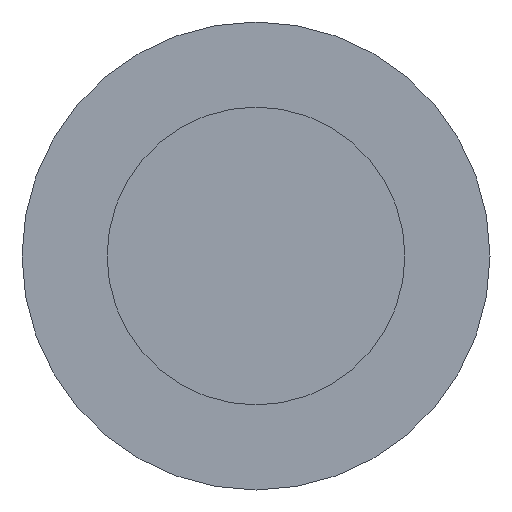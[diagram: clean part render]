
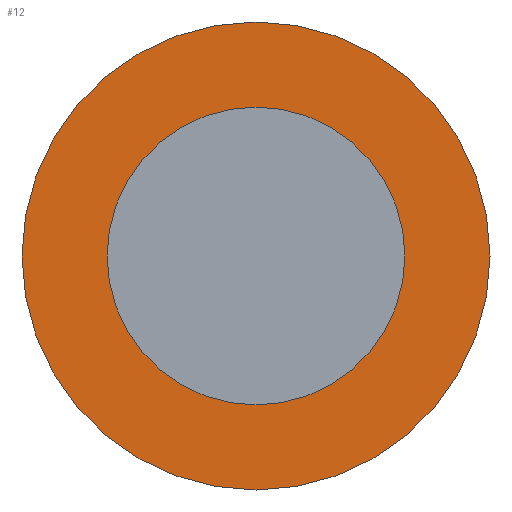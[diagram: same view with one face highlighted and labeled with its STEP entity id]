
A CAD part, front view. The second image highlights one B-rep face of the part: STEP entity #12.
In plain terms, the highlighted planar face has unit normal (0, -1, 0).
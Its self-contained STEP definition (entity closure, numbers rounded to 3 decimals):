
#4 = VERTEX_POINT ( 'NONE', #324 ) ;
#6 = ORIENTED_EDGE ( 'NONE', *, *, #26, .F. ) ;
#8 = DIRECTION ( 'NONE',  ( 0., 0., -1. ) ) ;
#12 = ADVANCED_FACE ( 'NONE', ( #297, #341 ), #261, .T. ) ;
#13 = ORIENTED_EDGE ( 'NONE', *, *, #222, .T. ) ;
#16 = ORIENTED_EDGE ( 'NONE', *, *, #175, .F. ) ;
#21 = CARTESIAN_POINT ( 'NONE',  ( 0., 0., -5.5 ) ) ;
#26 = EDGE_CURVE ( 'NONE', #271, #228, #57, .T. ) ;
#31 = DIRECTION ( 'NONE',  ( 0., -1., 0. ) ) ;
#46 = EDGE_LOOP ( 'NONE', ( #13, #62 ) ) ;
#49 = CARTESIAN_POINT ( 'NONE',  ( 0., 0., 0. ) ) ;
#57 = CIRCLE ( 'NONE', #170, 3.5 ) ;
#60 = CARTESIAN_POINT ( 'NONE',  ( 0., 0., 3.5 ) ) ;
#62 = ORIENTED_EDGE ( 'NONE', *, *, #127, .T. ) ;
#80 = AXIS2_PLACEMENT_3D ( 'NONE', #349, #237, #115 ) ;
#83 = DIRECTION ( 'NONE',  ( 0., 0., -1. ) ) ;
#86 = DIRECTION ( 'NONE',  ( 0., 0., 1. ) ) ;
#115 = DIRECTION ( 'NONE',  ( 0., 0., 1. ) ) ;
#126 = CIRCLE ( 'NONE', #80, 3.5 ) ;
#127 = EDGE_CURVE ( 'NONE', #4, #199, #233, .T. ) ;
#131 = CARTESIAN_POINT ( 'NONE',  ( 0., 0., 0. ) ) ;
#154 = CARTESIAN_POINT ( 'NONE',  ( 0., 0., 0. ) ) ;
#167 = AXIS2_PLACEMENT_3D ( 'NONE', #131, #305, #8 ) ;
#170 = AXIS2_PLACEMENT_3D ( 'NONE', #49, #235, #86 ) ;
#175 = EDGE_CURVE ( 'NONE', #228, #271, #126, .T. ) ;
#182 = DIRECTION ( 'NONE',  ( 0., 0., -1. ) ) ;
#186 = CIRCLE ( 'NONE', #303, 5.5 ) ;
#199 = VERTEX_POINT ( 'NONE', #21 ) ;
#218 = CARTESIAN_POINT ( 'NONE',  ( 0., 0., -3.5 ) ) ;
#222 = EDGE_CURVE ( 'NONE', #199, #4, #186, .T. ) ;
#228 = VERTEX_POINT ( 'NONE', #218 ) ;
#233 = CIRCLE ( 'NONE', #167, 5.5 ) ;
#235 = DIRECTION ( 'NONE',  ( 0., -1., 0. ) ) ;
#237 = DIRECTION ( 'NONE',  ( 0., -1., 0. ) ) ;
#261 = PLANE ( 'NONE',  #304 ) ;
#262 = DIRECTION ( 'NONE',  ( 0., -1., 0. ) ) ;
#271 = VERTEX_POINT ( 'NONE', #60 ) ;
#297 = FACE_BOUND ( 'NONE', #364, .T. ) ;
#303 = AXIS2_PLACEMENT_3D ( 'NONE', #154, #31, #182 ) ;
#304 = AXIS2_PLACEMENT_3D ( 'NONE', #378, #262, #83 ) ;
#305 = DIRECTION ( 'NONE',  ( 0., -1., 0. ) ) ;
#324 = CARTESIAN_POINT ( 'NONE',  ( 0., 0., 5.5 ) ) ;
#341 = FACE_OUTER_BOUND ( 'NONE', #46, .T. ) ;
#349 = CARTESIAN_POINT ( 'NONE',  ( 0., 0., 0. ) ) ;
#364 = EDGE_LOOP ( 'NONE', ( #16, #6 ) ) ;
#378 = CARTESIAN_POINT ( 'NONE',  ( 5.5, 0., 0. ) ) ;
